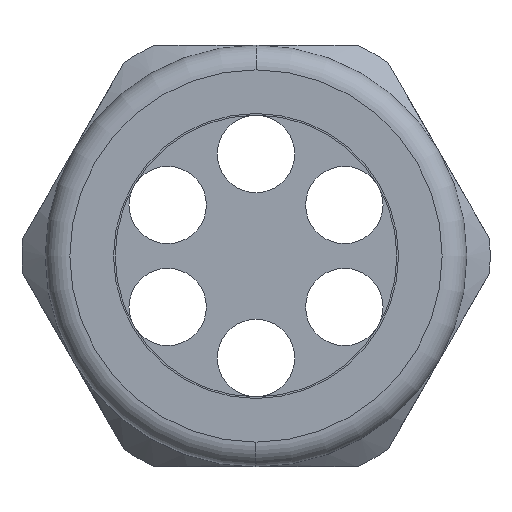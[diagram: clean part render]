
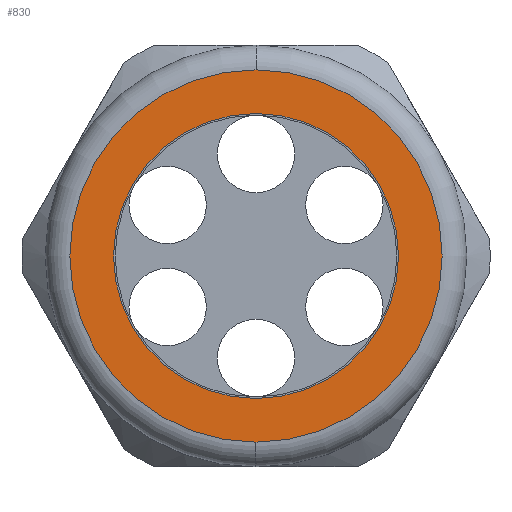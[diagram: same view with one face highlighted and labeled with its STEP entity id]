
A CAD part, left-side view. The second image highlights one B-rep face of the part: STEP entity #830.
In plain terms, the highlighted planar face has unit normal (-1, 0, 0).
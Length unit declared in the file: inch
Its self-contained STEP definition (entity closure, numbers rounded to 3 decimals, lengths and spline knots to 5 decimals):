
#811 = ORIENTED_EDGE ( 'NONE', *, *, #827, .T. ) ;
#812 = ORIENTED_EDGE ( 'NONE', *, *, #5541, .T. ) ;
#827 = EDGE_CURVE ( 'NONE', #5540, #5536, #3112, .T. ) ;
#830 = ADVANCED_FACE ( 'NONE', ( #3103, #3102 ), #3099, .T. ) ;
#831 = EDGE_LOOP ( 'NONE', ( #832, #833 ) ) ;
#832 = ORIENTED_EDGE ( 'NONE', *, *, #5494, .T. ) ;
#833 = ORIENTED_EDGE ( 'NONE', *, *, #834, .T. ) ;
#834 = EDGE_CURVE ( 'NONE', #5493, #5488, #3159, .T. ) ;
#835 = EDGE_LOOP ( 'NONE', ( #811, #812 ) ) ;
#2847 = DIRECTION ( 'NONE',  ( 0., 0., 1. ) ) ;
#3096 = DIRECTION ( 'NONE',  ( -1., 0., 0. ) ) ;
#3097 = CARTESIAN_POINT ( 'NONE',  ( -2.24, 1.28, 0. ) ) ;
#3098 = AXIS2_PLACEMENT_3D ( 'NONE', #3097, #3096, #2847 ) ;
#3099 = PLANE ( 'NONE',  #3098 ) ;
#3102 = FACE_BOUND ( 'NONE', #835, .T. ) ;
#3103 = FACE_OUTER_BOUND ( 'NONE', #831, .T. ) ;
#3104 = DIRECTION ( 'NONE',  ( 0., 0., -1. ) ) ;
#3105 = DIRECTION ( 'NONE',  ( 1., 0., 0. ) ) ;
#3106 = CARTESIAN_POINT ( 'NONE',  ( -2.24, 0., 0. ) ) ;
#3107 = AXIS2_PLACEMENT_3D ( 'NONE', #3106, #3105, #3104 ) ;
#3112 = CIRCLE ( 'NONE', #3107, 0.865 ) ;
#3155 = DIRECTION ( 'NONE',  ( 0., 0., 1. ) ) ;
#3156 = DIRECTION ( 'NONE',  ( -1., 0., 0. ) ) ;
#3157 = CARTESIAN_POINT ( 'NONE',  ( -2.24, 0., 0. ) ) ;
#3158 = AXIS2_PLACEMENT_3D ( 'NONE', #3157, #3156, #3155 ) ;
#3159 = CIRCLE ( 'NONE', #3158, 1.13 ) ;
#4724 = DIRECTION ( 'NONE',  ( 0., 0., 1. ) ) ;
#4725 = DIRECTION ( 'NONE',  ( -1., 0., 0. ) ) ;
#4726 = CARTESIAN_POINT ( 'NONE',  ( -2.24, 0., 0. ) ) ;
#4727 = AXIS2_PLACEMENT_3D ( 'NONE', #4726, #4725, #4724 ) ;
#4728 = CIRCLE ( 'NONE', #4727, 1.13 ) ;
#4729 = CARTESIAN_POINT ( 'NONE',  ( -2.24, 0., -1.13 ) ) ;
#4741 = CARTESIAN_POINT ( 'NONE',  ( -2.24, 0., 1.13 ) ) ;
#4817 = DIRECTION ( 'NONE',  ( 0., 0., -1. ) ) ;
#4818 = DIRECTION ( 'NONE',  ( 1., 0., 0. ) ) ;
#4819 = CARTESIAN_POINT ( 'NONE',  ( -2.24, 0., 0. ) ) ;
#4820 = AXIS2_PLACEMENT_3D ( 'NONE', #4819, #4818, #4817 ) ;
#4821 = CIRCLE ( 'NONE', #4820, 0.865 ) ;
#4823 = CARTESIAN_POINT ( 'NONE',  ( -2.24, 0., -0.865 ) ) ;
#4833 = CARTESIAN_POINT ( 'NONE',  ( -2.24, 0., 0.865 ) ) ;
#5488 = VERTEX_POINT ( 'NONE', #4741 ) ;
#5493 = VERTEX_POINT ( 'NONE', #4729 ) ;
#5494 = EDGE_CURVE ( 'NONE', #5488, #5493, #4728, .T. ) ;
#5536 = VERTEX_POINT ( 'NONE', #4833 ) ;
#5540 = VERTEX_POINT ( 'NONE', #4823 ) ;
#5541 = EDGE_CURVE ( 'NONE', #5536, #5540, #4821, .T. ) ;
